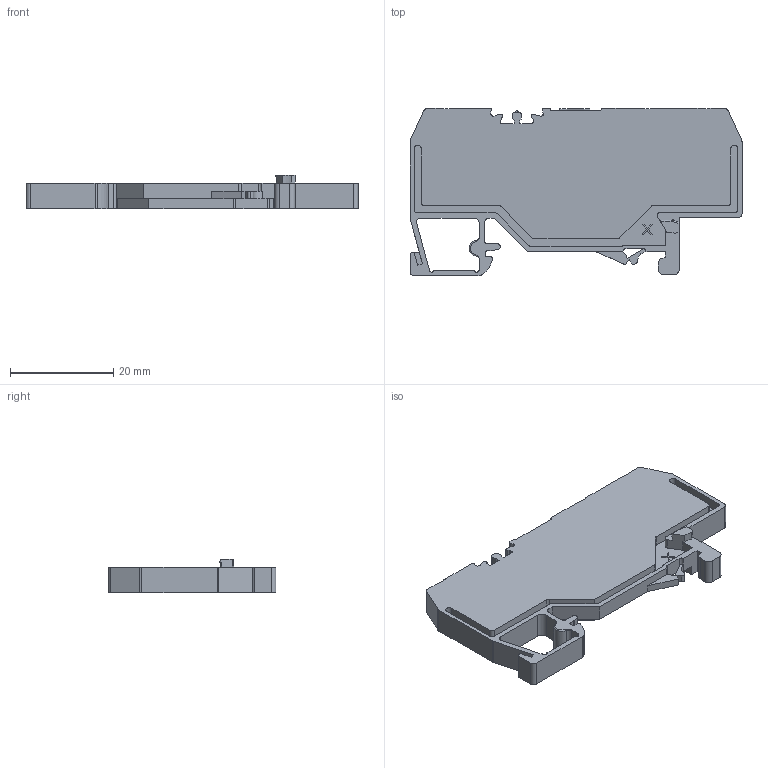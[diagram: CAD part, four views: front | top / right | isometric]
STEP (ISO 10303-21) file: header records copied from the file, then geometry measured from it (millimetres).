
FILE_DESCRIPTION(/* description */ (''),/* implementation_level */ '2;1');
FILE_NAME(/* name */ '225956.stp',/* time_stamp */ '2022-06-29T16:09:53+08:00',/* author */ (''),/* organization */ (''),/* preprocessor_version */ 'ST-DEVELOPER v16.7',/* originating_system */ 'SIEMENS PLM Software NX 12.0',/* authorisation */ '');
FILE_SCHEMA (('AP203_CONFIGURATION_CONTROLLED_3D_DESIGN_OF_MECHANICAL_PARTS_AND_ASSEMBLIES_MIM_LF { 1 0 10303 403 2 1 2}'));
Length unit declared in the file: millimetre
Products named in the file (1): 225951_stp
Bounding box: 64.4 x 32.5 x 6.55 mm (x, y, z)
Volume: 7190.7 mm3; surface area: 5438.2 mm2
Topology: 1 solids, 1 shells, 303 faces, 880 edges, 585 vertices
Faces by surface type: plane 168, cylinder 104, cone 11, bspline 9, torus 6, extrusion 5
Entity records: 10791 total; most frequent: CARTESIAN_POINT 2637, ORIENTED_EDGE 1760, DIRECTION 1625, EDGE_CURVE 880, VERTEX_POINT 585, VECTOR 573, LINE 568, AXIS2_PLACEMENT_3D 526
